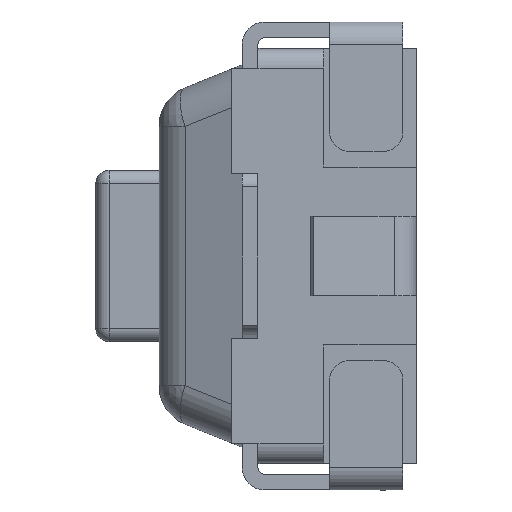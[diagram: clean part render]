
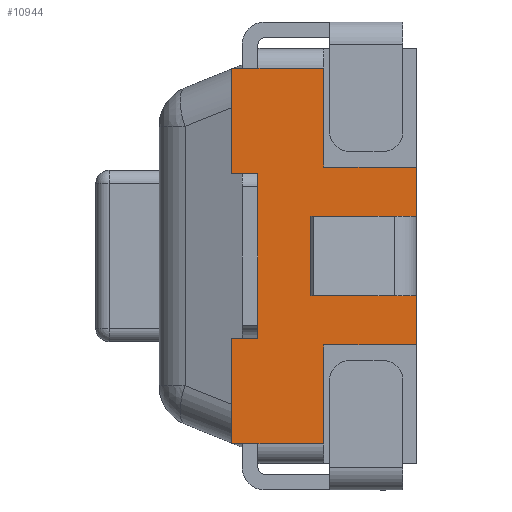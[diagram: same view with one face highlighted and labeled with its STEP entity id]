
A CAD part, left-side view. The second image highlights one B-rep face of the part: STEP entity #10944.
In plain terms, the highlighted planar face has unit normal (-1, 0, 0).
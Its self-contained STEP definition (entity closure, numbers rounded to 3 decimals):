
#219 = LINE ( 'NONE', #480, #4947 ) ;
#337 = VERTEX_POINT ( 'NONE', #525 ) ;
#361 = ORIENTED_EDGE ( 'NONE', *, *, #7716, .F. ) ;
#480 = CARTESIAN_POINT ( 'NONE',  ( -3.05, 0.8, 0.625 ) ) ;
#525 = CARTESIAN_POINT ( 'NONE',  ( -3.05, 0.6, -1.425 ) ) ;
#592 = LINE ( 'NONE', #11715, #11447 ) ;
#660 = VECTOR ( 'NONE', #5706, 1000. ) ;
#744 = EDGE_CURVE ( 'NONE', #6563, #10704, #592, .T. ) ;
#982 = EDGE_CURVE ( 'NONE', #6478, #10981, #2632, .T. ) ;
#1021 = CARTESIAN_POINT ( 'NONE',  ( -3.05, 0.6, 1.425 ) ) ;
#1039 = DIRECTION ( 'NONE',  ( 0., 0., 1. ) ) ;
#1074 = FACE_OUTER_BOUND ( 'NONE', #4328, .T. ) ;
#1211 = LINE ( 'NONE', #6352, #5042 ) ;
#1218 = DIRECTION ( 'NONE',  ( 0., 0., 1. ) ) ;
#1395 = VERTEX_POINT ( 'NONE', #1021 ) ;
#1502 = DIRECTION ( 'NONE',  ( 0., 0., 1. ) ) ;
#1575 = ORIENTED_EDGE ( 'NONE', *, *, #3952, .F. ) ;
#1648 = CARTESIAN_POINT ( 'NONE',  ( -3.05, 0.1, 1.425 ) ) ;
#1767 = ORIENTED_EDGE ( 'NONE', *, *, #11437, .T. ) ;
#1840 = VECTOR ( 'NONE', #1218, 1000. ) ;
#1847 = ORIENTED_EDGE ( 'NONE', *, *, #982, .T. ) ;
#1860 = EDGE_CURVE ( 'NONE', #5150, #3382, #9387, .T. ) ;
#1870 = CARTESIAN_POINT ( 'NONE',  ( -3.05, 0.6, -0.3 ) ) ;
#2076 = LINE ( 'NONE', #12056, #3708 ) ;
#2187 = CARTESIAN_POINT ( 'NONE',  ( -3.05, 0.6, -1.425 ) ) ;
#2214 = CARTESIAN_POINT ( 'NONE',  ( -3.05, 0.1, 0.675 ) ) ;
#2222 = VERTEX_POINT ( 'NONE', #5974 ) ;
#2234 = VECTOR ( 'NONE', #9608, 1000. ) ;
#2260 = ORIENTED_EDGE ( 'NONE', *, *, #4095, .F. ) ;
#2291 = VERTEX_POINT ( 'NONE', #10946 ) ;
#2383 = CARTESIAN_POINT ( 'NONE',  ( -3.05, 0.1, -1.425 ) ) ;
#2408 = ORIENTED_EDGE ( 'NONE', *, *, #11056, .F. ) ;
#2542 = LINE ( 'NONE', #8271, #4772 ) ;
#2627 = VECTOR ( 'NONE', #5883, 1000. ) ;
#2632 = LINE ( 'NONE', #8714, #8061 ) ;
#2678 = CARTESIAN_POINT ( 'NONE',  ( -3.05, -0.6, -0.675 ) ) ;
#2716 = VERTEX_POINT ( 'NONE', #6020 ) ;
#2765 = LINE ( 'NONE', #10074, #6715 ) ;
#2775 = CARTESIAN_POINT ( 'NONE',  ( -3.05, -0.6, -1.425 ) ) ;
#2898 = EDGE_CURVE ( 'NONE', #2222, #7238, #5254, .T. ) ;
#2995 = VERTEX_POINT ( 'NONE', #5759 ) ;
#3060 = DIRECTION ( 'NONE',  ( 0., -1., 0. ) ) ;
#3085 = ORIENTED_EDGE ( 'NONE', *, *, #3647, .T. ) ;
#3113 = VECTOR ( 'NONE', #7500, 1000. ) ;
#3188 = ORIENTED_EDGE ( 'NONE', *, *, #5397, .F. ) ;
#3382 = VERTEX_POINT ( 'NONE', #3448 ) ;
#3448 = CARTESIAN_POINT ( 'NONE',  ( -3.05, 0.8, 1.425 ) ) ;
#3522 = EDGE_CURVE ( 'NONE', #5923, #2716, #5938, .T. ) ;
#3622 = PLANE ( 'NONE',  #10616 ) ;
#3647 = EDGE_CURVE ( 'NONE', #5150, #10704, #219, .T. ) ;
#3678 = CARTESIAN_POINT ( 'NONE',  ( -3.05, 0.8, -1.425 ) ) ;
#3708 = VECTOR ( 'NONE', #6312, 1000. ) ;
#3952 = EDGE_CURVE ( 'NONE', #8065, #12035, #2542, .T. ) ;
#3982 = ORIENTED_EDGE ( 'NONE', *, *, #2898, .F. ) ;
#3989 = ORIENTED_EDGE ( 'NONE', *, *, #3522, .T. ) ;
#4095 = EDGE_CURVE ( 'NONE', #2291, #2716, #5314, .T. ) ;
#4123 = DIRECTION ( 'NONE',  ( 0., 0., -1. ) ) ;
#4164 = CARTESIAN_POINT ( 'NONE',  ( -3.05, 0.6, 0.625 ) ) ;
#4323 = EDGE_CURVE ( 'NONE', #2995, #5923, #7671, .T. ) ;
#4328 = EDGE_LOOP ( 'NONE', ( #7316, #10275, #3989, #2260, #8338, #3982, #6146, #2408, #3188, #9486, #3085, #7610, #5284, #1575, #1767, #5520, #361, #1847 ) ) ;
#4441 = DIRECTION ( 'NONE',  ( 0., 0., -1. ) ) ;
#4772 = VECTOR ( 'NONE', #8411, 1000. ) ;
#4867 = CARTESIAN_POINT ( 'NONE',  ( -3.05, 0.6, 1.425 ) ) ;
#4889 = CARTESIAN_POINT ( 'NONE',  ( -3.05, 0.8, 1.425 ) ) ;
#4898 = CARTESIAN_POINT ( 'NONE',  ( -3.05, -0.48, -0.3 ) ) ;
#4947 = VECTOR ( 'NONE', #11716, 1000. ) ;
#5042 = VECTOR ( 'NONE', #5511, 1000. ) ;
#5150 = VERTEX_POINT ( 'NONE', #8159 ) ;
#5254 = LINE ( 'NONE', #9618, #6720 ) ;
#5284 = ORIENTED_EDGE ( 'NONE', *, *, #5457, .F. ) ;
#5314 = LINE ( 'NONE', #5874, #2234 ) ;
#5397 = EDGE_CURVE ( 'NONE', #3382, #1395, #10392, .T. ) ;
#5457 = EDGE_CURVE ( 'NONE', #12035, #6563, #8622, .T. ) ;
#5511 = DIRECTION ( 'NONE',  ( 0., 0., 1. ) ) ;
#5520 = ORIENTED_EDGE ( 'NONE', *, *, #9978, .T. ) ;
#5706 = DIRECTION ( 'NONE',  ( 0., -1., 0. ) ) ;
#5759 = CARTESIAN_POINT ( 'NONE',  ( -3.05, -0.6, -0.3 ) ) ;
#5874 = CARTESIAN_POINT ( 'NONE',  ( -3.05, 0.6, 0.3 ) ) ;
#5883 = DIRECTION ( 'NONE',  ( 0., -1., 0. ) ) ;
#5923 = VERTEX_POINT ( 'NONE', #6718 ) ;
#5926 = LINE ( 'NONE', #2214, #11948 ) ;
#5938 = LINE ( 'NONE', #4898, #1840 ) ;
#5974 = CARTESIAN_POINT ( 'NONE',  ( -3.05, 0.1, 0.675 ) ) ;
#6020 = CARTESIAN_POINT ( 'NONE',  ( -3.05, -0.48, 0.3 ) ) ;
#6146 = ORIENTED_EDGE ( 'NONE', *, *, #10707, .F. ) ;
#6312 = DIRECTION ( 'NONE',  ( 0., -1., 0. ) ) ;
#6352 = CARTESIAN_POINT ( 'NONE',  ( -3.05, -0.6, -1.425 ) ) ;
#6478 = VERTEX_POINT ( 'NONE', #8017 ) ;
#6563 = VERTEX_POINT ( 'NONE', #7333 ) ;
#6635 = EDGE_CURVE ( 'NONE', #2291, #7238, #7487, .T. ) ;
#6715 = VECTOR ( 'NONE', #11861, 1000. ) ;
#6718 = CARTESIAN_POINT ( 'NONE',  ( -3.05, -0.48, -0.3 ) ) ;
#6720 = VECTOR ( 'NONE', #8687, 1000. ) ;
#6777 = VERTEX_POINT ( 'NONE', #2383 ) ;
#6831 = DIRECTION ( 'NONE',  ( 0., -1., 0. ) ) ;
#6838 = VECTOR ( 'NONE', #1039, 1000. ) ;
#7238 = VERTEX_POINT ( 'NONE', #8759 ) ;
#7316 = ORIENTED_EDGE ( 'NONE', *, *, #11367, .T. ) ;
#7317 = CARTESIAN_POINT ( 'NONE',  ( -3.05, 0.8, -0.625 ) ) ;
#7333 = CARTESIAN_POINT ( 'NONE',  ( -3.05, 0.6, -0.625 ) ) ;
#7428 = CARTESIAN_POINT ( 'NONE',  ( -3.05, 0.8, -0.625 ) ) ;
#7487 = LINE ( 'NONE', #2775, #3113 ) ;
#7500 = DIRECTION ( 'NONE',  ( 0., 0., 1. ) ) ;
#7580 = VECTOR ( 'NONE', #10038, 1000. ) ;
#7610 = ORIENTED_EDGE ( 'NONE', *, *, #744, .F. ) ;
#7671 = LINE ( 'NONE', #1870, #9460 ) ;
#7672 = VECTOR ( 'NONE', #6831, 1000. ) ;
#7716 = EDGE_CURVE ( 'NONE', #6478, #6777, #2765, .T. ) ;
#8017 = CARTESIAN_POINT ( 'NONE',  ( -3.05, 0.1, -0.675 ) ) ;
#8061 = VECTOR ( 'NONE', #3060, 1000. ) ;
#8065 = VERTEX_POINT ( 'NONE', #3678 ) ;
#8117 = LINE ( 'NONE', #4867, #7672 ) ;
#8159 = CARTESIAN_POINT ( 'NONE',  ( -3.05, 0.8, 0.625 ) ) ;
#8271 = CARTESIAN_POINT ( 'NONE',  ( -3.05, 0.8, -1.425 ) ) ;
#8338 = ORIENTED_EDGE ( 'NONE', *, *, #6635, .T. ) ;
#8411 = DIRECTION ( 'NONE',  ( 0., 0., 1. ) ) ;
#8463 = DIRECTION ( 'NONE',  ( 0., 1., 0. ) ) ;
#8622 = LINE ( 'NONE', #7428, #660 ) ;
#8687 = DIRECTION ( 'NONE',  ( 0., -1., 0. ) ) ;
#8714 = CARTESIAN_POINT ( 'NONE',  ( -3.05, 0.1, -0.675 ) ) ;
#8759 = CARTESIAN_POINT ( 'NONE',  ( -3.05, -0.6, 0.675 ) ) ;
#9041 = CARTESIAN_POINT ( 'NONE',  ( -3.05, 0.8, 1.425 ) ) ;
#9387 = LINE ( 'NONE', #4889, #6838 ) ;
#9460 = VECTOR ( 'NONE', #8463, 1000. ) ;
#9486 = ORIENTED_EDGE ( 'NONE', *, *, #1860, .F. ) ;
#9608 = DIRECTION ( 'NONE',  ( 0., 1., 0. ) ) ;
#9618 = CARTESIAN_POINT ( 'NONE',  ( -3.05, 0.1, 0.675 ) ) ;
#9978 = EDGE_CURVE ( 'NONE', #337, #6777, #10715, .T. ) ;
#10038 = DIRECTION ( 'NONE',  ( 0., -1., 0. ) ) ;
#10065 = DIRECTION ( 'NONE',  ( 1., 0., 0. ) ) ;
#10074 = CARTESIAN_POINT ( 'NONE',  ( -3.05, 0.1, -0.675 ) ) ;
#10186 = CARTESIAN_POINT ( 'NONE',  ( -3.05, 0.6, -1.425 ) ) ;
#10275 = ORIENTED_EDGE ( 'NONE', *, *, #4323, .T. ) ;
#10392 = LINE ( 'NONE', #9041, #7580 ) ;
#10616 = AXIS2_PLACEMENT_3D ( 'NONE', #10186, #10065, #4441 ) ;
#10704 = VERTEX_POINT ( 'NONE', #4164 ) ;
#10707 = EDGE_CURVE ( 'NONE', #11317, #2222, #5926, .T. ) ;
#10715 = LINE ( 'NONE', #2187, #2627 ) ;
#10944 = ADVANCED_FACE ( 'NONE', ( #1074 ), #3622, .F. ) ;
#10946 = CARTESIAN_POINT ( 'NONE',  ( -3.05, -0.6, 0.3 ) ) ;
#10981 = VERTEX_POINT ( 'NONE', #2678 ) ;
#11056 = EDGE_CURVE ( 'NONE', #1395, #11317, #8117, .T. ) ;
#11317 = VERTEX_POINT ( 'NONE', #1648 ) ;
#11367 = EDGE_CURVE ( 'NONE', #10981, #2995, #1211, .T. ) ;
#11437 = EDGE_CURVE ( 'NONE', #8065, #337, #2076, .T. ) ;
#11447 = VECTOR ( 'NONE', #1502, 1000. ) ;
#11715 = CARTESIAN_POINT ( 'NONE',  ( -3.05, 0.6, -1.425 ) ) ;
#11716 = DIRECTION ( 'NONE',  ( 0., -1., 0. ) ) ;
#11861 = DIRECTION ( 'NONE',  ( 0., 0., -1. ) ) ;
#11948 = VECTOR ( 'NONE', #4123, 1000. ) ;
#12035 = VERTEX_POINT ( 'NONE', #7317 ) ;
#12056 = CARTESIAN_POINT ( 'NONE',  ( -3.05, 0.8, -1.425 ) ) ;
